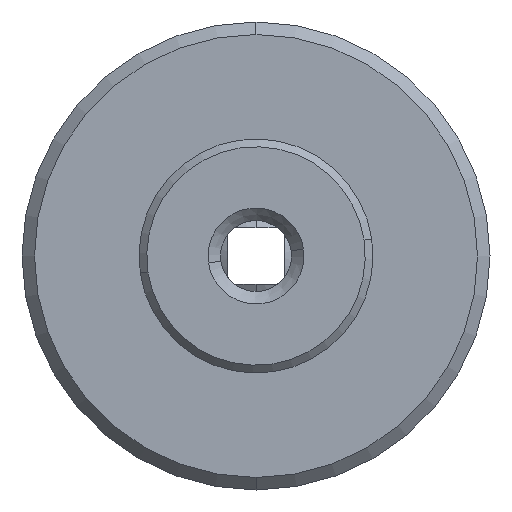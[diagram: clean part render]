
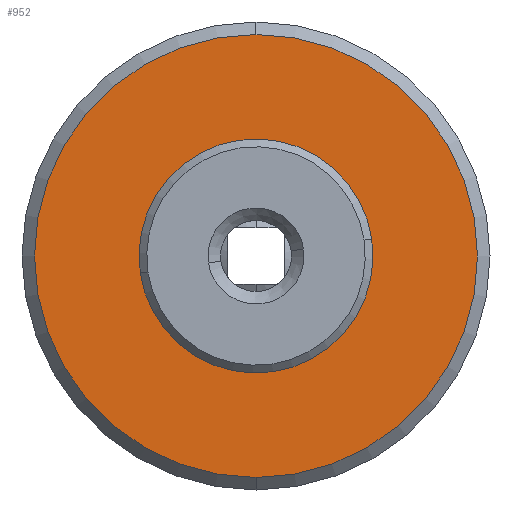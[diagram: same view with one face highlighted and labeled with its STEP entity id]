
A CAD part, left-side view. The second image highlights one B-rep face of the part: STEP entity #952.
In plain terms, the highlighted planar face has unit normal (-1, 0, 0).
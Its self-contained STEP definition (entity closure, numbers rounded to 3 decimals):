
#125 = DIRECTION ( 'NONE',  ( 0., 0., -1. ) ) ;
#158 = CARTESIAN_POINT ( 'NONE',  ( 0., 0., 0. ) ) ;
#162 = DIRECTION ( 'NONE',  ( 1., 0., 0. ) ) ;
#185 = DIRECTION ( 'NONE',  ( 0., 0., 1. ) ) ;
#537 = CARTESIAN_POINT ( 'NONE',  ( 0., 0., 5. ) ) ;
#548 = PLANE ( 'NONE',  #1191 ) ;
#655 = CARTESIAN_POINT ( 'NONE',  ( 0., 0., 14.2 ) ) ;
#797 = CARTESIAN_POINT ( 'NONE',  ( 0., 0., -5. ) ) ;
#933 = DIRECTION ( 'NONE',  ( -1., 0., 0. ) ) ;
#939 = CARTESIAN_POINT ( 'NONE',  ( 0., 14.2, 0. ) ) ;
#948 = AXIS2_PLACEMENT_3D ( 'NONE', #1897, #1898, #1902 ) ;
#949 = AXIS2_PLACEMENT_3D ( 'NONE', #1878, #1882, #1887 ) ;
#952 = ADVANCED_FACE ( 'NONE', ( #1960, #1968 ), #548, .T. ) ;
#1014 = AXIS2_PLACEMENT_3D ( 'NONE', #2209, #2339, #2345 ) ;
#1026 = AXIS2_PLACEMENT_3D ( 'NONE', #158, #162, #125 ) ;
#1191 = AXIS2_PLACEMENT_3D ( 'NONE', #939, #933, #185 ) ;
#1255 = EDGE_CURVE ( 'NONE', #1410, #2380, #1790, .T. ) ;
#1271 = EDGE_CURVE ( 'NONE', #2373, #2407, #1766, .T. ) ;
#1380 = EDGE_CURVE ( 'NONE', #2407, #2373, #1671, .T. ) ;
#1384 = EDGE_CURVE ( 'NONE', #2380, #1410, #1682, .T. ) ;
#1410 = VERTEX_POINT ( 'NONE', #1977 ) ;
#1634 = EDGE_LOOP ( 'NONE', ( #2332, #2331 ) ) ;
#1664 = EDGE_LOOP ( 'NONE', ( #2338, #2337 ) ) ;
#1671 = CIRCLE ( 'NONE', #949, 5. ) ;
#1682 = CIRCLE ( 'NONE', #948, 14.2 ) ;
#1766 = CIRCLE ( 'NONE', #1014, 5. ) ;
#1790 = CIRCLE ( 'NONE', #1026, 14.2 ) ;
#1878 = CARTESIAN_POINT ( 'NONE',  ( 0., 0., 0. ) ) ;
#1882 = DIRECTION ( 'NONE',  ( 1., 0., 0. ) ) ;
#1887 = DIRECTION ( 'NONE',  ( 0., 0., -1. ) ) ;
#1897 = CARTESIAN_POINT ( 'NONE',  ( 0., 0., 0. ) ) ;
#1898 = DIRECTION ( 'NONE',  ( 1., 0., 0. ) ) ;
#1902 = DIRECTION ( 'NONE',  ( 0., 0., -1. ) ) ;
#1960 = FACE_BOUND ( 'NONE', #1664, .T. ) ;
#1968 = FACE_OUTER_BOUND ( 'NONE', #1634, .T. ) ;
#1977 = CARTESIAN_POINT ( 'NONE',  ( 0., 0., -14.2 ) ) ;
#2209 = CARTESIAN_POINT ( 'NONE',  ( 0., 0., 0. ) ) ;
#2331 = ORIENTED_EDGE ( 'NONE', *, *, #1384, .F. ) ;
#2332 = ORIENTED_EDGE ( 'NONE', *, *, #1255, .F. ) ;
#2337 = ORIENTED_EDGE ( 'NONE', *, *, #1380, .T. ) ;
#2338 = ORIENTED_EDGE ( 'NONE', *, *, #1271, .T. ) ;
#2339 = DIRECTION ( 'NONE',  ( 1., 0., 0. ) ) ;
#2345 = DIRECTION ( 'NONE',  ( 0., 0., -1. ) ) ;
#2373 = VERTEX_POINT ( 'NONE', #797 ) ;
#2380 = VERTEX_POINT ( 'NONE', #655 ) ;
#2407 = VERTEX_POINT ( 'NONE', #537 ) ;
